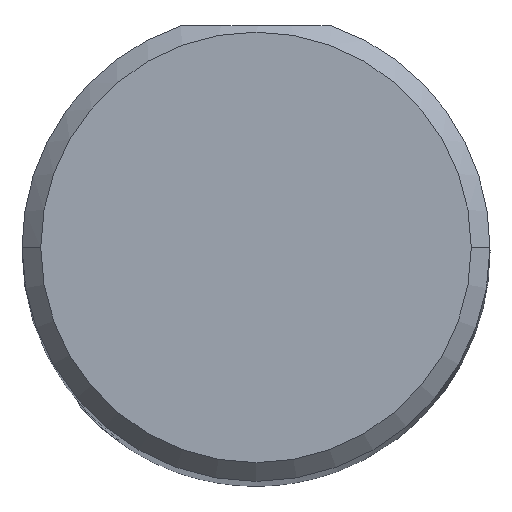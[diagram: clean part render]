
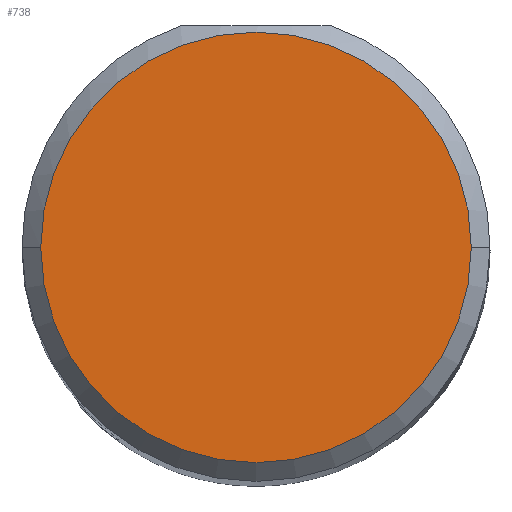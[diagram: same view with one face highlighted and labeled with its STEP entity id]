
A CAD part, top view. The second image highlights one B-rep face of the part: STEP entity #738.
In plain terms, the highlighted planar face has unit normal (0, 0, 1).
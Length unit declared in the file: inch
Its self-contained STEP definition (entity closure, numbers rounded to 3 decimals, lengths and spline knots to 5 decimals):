
#48 = CARTESIAN_POINT ( 'NONE',  ( 0.1725, 0., 2.5 ) ) ;
#130 = ORIENTED_EDGE ( 'NONE', *, *, #298, .T. ) ;
#140 = CARTESIAN_POINT ( 'NONE',  ( 0., 0., 2.5 ) ) ;
#152 = ORIENTED_EDGE ( 'NONE', *, *, #153, .T. ) ;
#153 = EDGE_CURVE ( 'NONE', #195, #389, #662, .T. ) ;
#171 = AXIS2_PLACEMENT_3D ( 'NONE', #140, #271, #336 ) ;
#195 = VERTEX_POINT ( 'NONE', #48 ) ;
#196 = DIRECTION ( 'NONE',  ( 0., 0., 1. ) ) ;
#207 = DIRECTION ( 'NONE',  ( 1., 0., 0. ) ) ;
#211 = AXIS2_PLACEMENT_3D ( 'NONE', #568, #825, #369 ) ;
#271 = DIRECTION ( 'NONE',  ( 0., 0., 1. ) ) ;
#274 = FACE_OUTER_BOUND ( 'NONE', #749, .T. ) ;
#298 = EDGE_CURVE ( 'NONE', #389, #195, #611, .T. ) ;
#336 = DIRECTION ( 'NONE',  ( 1., 0., 0. ) ) ;
#369 = DIRECTION ( 'NONE',  ( 1., 0., 0. ) ) ;
#389 = VERTEX_POINT ( 'NONE', #630 ) ;
#568 = CARTESIAN_POINT ( 'NONE',  ( 0., 0., 2.5 ) ) ;
#611 = CIRCLE ( 'NONE', #171, 0.1725 ) ;
#630 = CARTESIAN_POINT ( 'NONE',  ( -0.1725, 0., 2.5 ) ) ;
#662 = CIRCLE ( 'NONE', #211, 0.1725 ) ;
#738 = ADVANCED_FACE ( 'NONE', ( #274 ), #798, .T. ) ;
#749 = EDGE_LOOP ( 'NONE', ( #130, #152 ) ) ;
#778 = AXIS2_PLACEMENT_3D ( 'NONE', #787, #196, #207 ) ;
#787 = CARTESIAN_POINT ( 'NONE',  ( 0., 0., 2.5 ) ) ;
#798 = PLANE ( 'NONE',  #778 ) ;
#825 = DIRECTION ( 'NONE',  ( 0., 0., 1. ) ) ;
